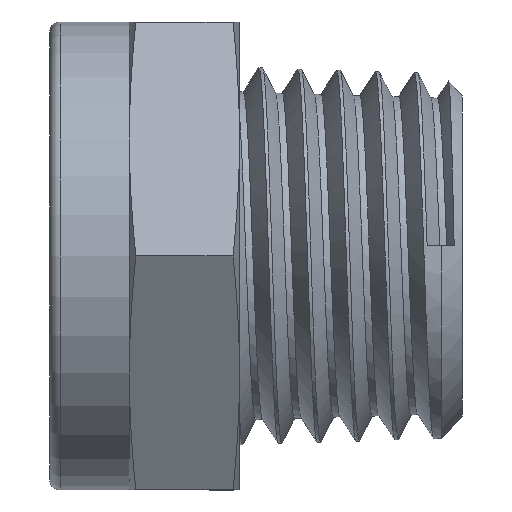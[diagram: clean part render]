
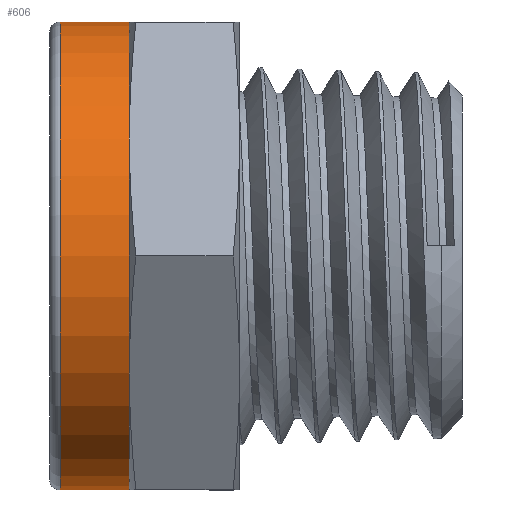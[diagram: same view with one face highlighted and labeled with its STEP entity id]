
A CAD part, left-side view. The second image highlights one B-rep face of the part: STEP entity #606.
In plain terms, the highlighted cylindrical face has radius 8.5 mm (diameter 17 mm), a partial arc.
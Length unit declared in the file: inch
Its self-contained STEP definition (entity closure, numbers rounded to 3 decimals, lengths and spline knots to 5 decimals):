
#73 = ORIENTED_EDGE ( 'NONE', *, *, #5889, .T. ) ;
#80 = DIRECTION ( 'NONE',  ( 0., 0., 1. ) ) ;
#286 = CYLINDRICAL_SURFACE ( 'NONE', #3166, 0.33465 ) ;
#437 = VERTEX_POINT ( 'NONE', #3418 ) ;
#498 = CARTESIAN_POINT ( 'NONE',  ( 0., 0.15748, -0.33465 ) ) ;
#597 = DIRECTION ( 'NONE',  ( 0., -1., 0. ) ) ;
#606 = ADVANCED_FACE ( 'NONE', ( #3863 ), #286, .T. ) ;
#725 = CARTESIAN_POINT ( 'NONE',  ( 0., 0.25665, 0. ) ) ;
#794 = VECTOR ( 'NONE', #6158, 39.37008 ) ;
#828 = CARTESIAN_POINT ( 'NONE',  ( 0., 0.25665, -0.33465 ) ) ;
#1062 = DIRECTION ( 'NONE',  ( 0., 1., 0. ) ) ;
#1091 = ORIENTED_EDGE ( 'NONE', *, *, #2964, .F. ) ;
#1194 = DIRECTION ( 'NONE',  ( 0., 1., 0. ) ) ;
#1427 = DIRECTION ( 'NONE',  ( 0., -1., 0. ) ) ;
#1709 = LINE ( 'NONE', #5217, #4246 ) ;
#1893 = ORIENTED_EDGE ( 'NONE', *, *, #2347, .T. ) ;
#2043 = ORIENTED_EDGE ( 'NONE', *, *, #3331, .T. ) ;
#2118 = CARTESIAN_POINT ( 'NONE',  ( 0., 0.25665, 0.33465 ) ) ;
#2303 = EDGE_CURVE ( 'NONE', #3891, #3148, #4084, .T. ) ;
#2312 = DIRECTION ( 'NONE',  ( 0., -1., 0. ) ) ;
#2347 = EDGE_CURVE ( 'NONE', #437, #5482, #3156, .T. ) ;
#2497 = ORIENTED_EDGE ( 'NONE', *, *, #2303, .T. ) ;
#2518 = CIRCLE ( 'NONE', #4350, 0.33465 ) ;
#2581 = DIRECTION ( 'NONE',  ( 0., 0., 1. ) ) ;
#2863 = CIRCLE ( 'NONE', #6305, 0.33465 ) ;
#2911 = CARTESIAN_POINT ( 'NONE',  ( 0., 1.80873, 0. ) ) ;
#2964 = EDGE_CURVE ( 'NONE', #4164, #5482, #1709, .T. ) ;
#3058 = AXIS2_PLACEMENT_3D ( 'NONE', #5681, #1062, #2581 ) ;
#3148 = VERTEX_POINT ( 'NONE', #498 ) ;
#3156 = CIRCLE ( 'NONE', #6280, 0.33465 ) ;
#3166 = AXIS2_PLACEMENT_3D ( 'NONE', #2911, #1427, #5505 ) ;
#3189 = CARTESIAN_POINT ( 'NONE',  ( -0.28981, 0.15748, -0.16732 ) ) ;
#3331 = EDGE_CURVE ( 'NONE', #3148, #4948, #5964, .T. ) ;
#3390 = DIRECTION ( 'NONE',  ( 0., 0., -1. ) ) ;
#3412 = ORIENTED_EDGE ( 'NONE', *, *, #3742, .T. ) ;
#3418 = CARTESIAN_POINT ( 'NONE',  ( -0.28981, 0.15748, 0.16732 ) ) ;
#3662 = CARTESIAN_POINT ( 'NONE',  ( 0., 0.15748, 0. ) ) ;
#3742 = EDGE_CURVE ( 'NONE', #4164, #3891, #2518, .T. ) ;
#3863 = FACE_OUTER_BOUND ( 'NONE', #4742, .T. ) ;
#3891 = VERTEX_POINT ( 'NONE', #828 ) ;
#4084 = LINE ( 'NONE', #6218, #794 ) ;
#4114 = DIRECTION ( 'NONE',  ( 0., 1., 0. ) ) ;
#4164 = VERTEX_POINT ( 'NONE', #2118 ) ;
#4246 = VECTOR ( 'NONE', #597, 39.37008 ) ;
#4350 = AXIS2_PLACEMENT_3D ( 'NONE', #725, #2312, #3390 ) ;
#4704 = CARTESIAN_POINT ( 'NONE',  ( 0., 0.15748, 0. ) ) ;
#4742 = EDGE_LOOP ( 'NONE', ( #1091, #3412, #2497, #2043, #73, #1893 ) ) ;
#4948 = VERTEX_POINT ( 'NONE', #3189 ) ;
#5055 = DIRECTION ( 'NONE',  ( 0., 0., 1. ) ) ;
#5141 = CARTESIAN_POINT ( 'NONE',  ( 0., 0.15748, 0.33465 ) ) ;
#5217 = CARTESIAN_POINT ( 'NONE',  ( 0., 1.80873, 0.33465 ) ) ;
#5482 = VERTEX_POINT ( 'NONE', #5141 ) ;
#5505 = DIRECTION ( 'NONE',  ( 0., 0., -1. ) ) ;
#5681 = CARTESIAN_POINT ( 'NONE',  ( 0., 0.15748, 0. ) ) ;
#5889 = EDGE_CURVE ( 'NONE', #4948, #437, #2863, .T. ) ;
#5964 = CIRCLE ( 'NONE', #3058, 0.33465 ) ;
#6158 = DIRECTION ( 'NONE',  ( 0., -1., 0. ) ) ;
#6218 = CARTESIAN_POINT ( 'NONE',  ( 0., 1.80873, -0.33465 ) ) ;
#6280 = AXIS2_PLACEMENT_3D ( 'NONE', #3662, #4114, #5055 ) ;
#6305 = AXIS2_PLACEMENT_3D ( 'NONE', #4704, #1194, #80 ) ;
